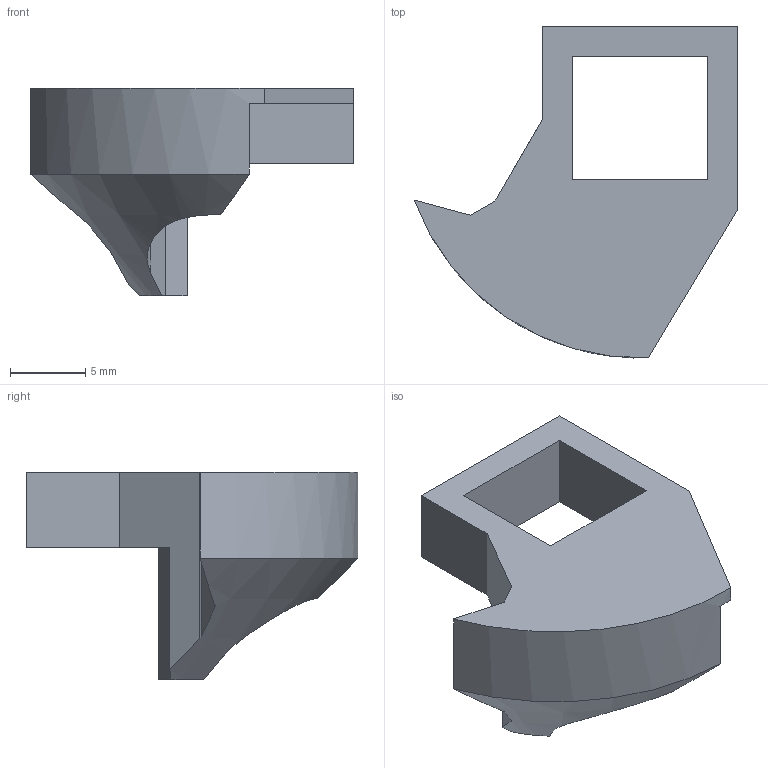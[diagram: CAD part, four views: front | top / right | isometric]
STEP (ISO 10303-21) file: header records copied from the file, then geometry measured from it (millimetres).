
FILE_DESCRIPTION(/* description */ (''),/* implementation_level */ '2;1');
FILE_NAME(/* name */ 'extruder inlet guide.step',/* time_stamp */ '2025-05-20T22:49:42+02:00',/* author */ (''),/* organization */ (''),/* preprocessor_version */ 'ST-DEVELOPER v20.1',/* originating_system */ 'Autodesk Translation Framework v14.10.0.0',/* authorisation */ '');
FILE_SCHEMA (('AUTOMOTIVE_DESIGN { 1 0 10303 214 3 1 1 }'));
Length unit declared in the file: millimetre
Products named in the file (1): GB V2 extruder inlet guide
Bounding box: 21.53 x 22.1 x 13.8 mm (x, y, z)
Volume: 1094.2 mm3; surface area: 1276.2 mm2
Topology: 1 solids, 1 shells, 26 faces, 71 edges, 47 vertices
Faces by surface type: plane 21, cylinder 2, bspline 2, cone 1
Entity records: 959 total; most frequent: CARTESIAN_POINT 286, ORIENTED_EDGE 142, DIRECTION 117, EDGE_CURVE 71, LINE 55, VECTOR 55, VERTEX_POINT 47, AXIS2_PLACEMENT_3D 31
